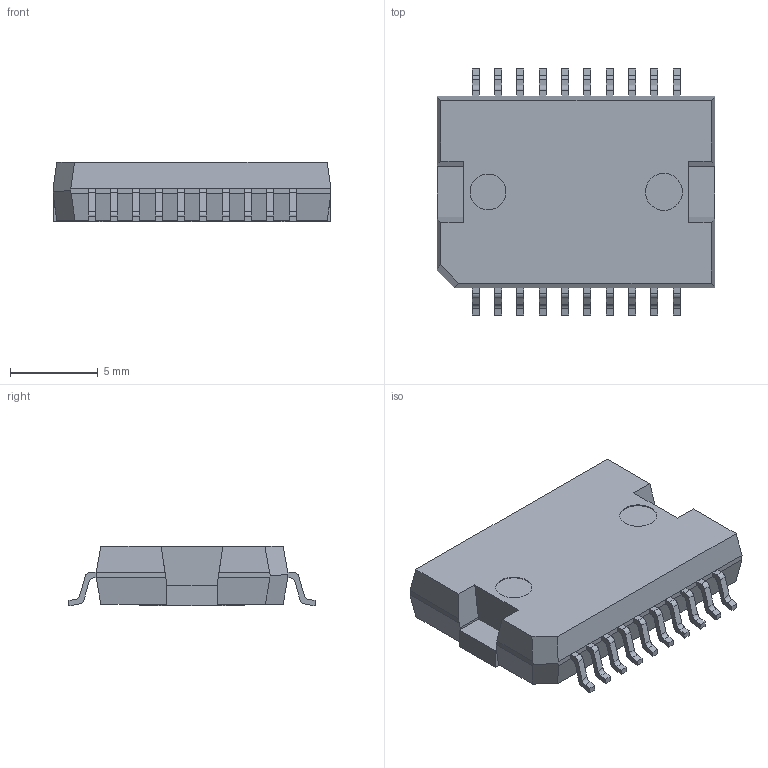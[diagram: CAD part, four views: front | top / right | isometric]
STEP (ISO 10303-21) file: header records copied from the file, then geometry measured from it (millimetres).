
FILE_DESCRIPTION (( 'STEP AP214' ), '1' );
FILE_NAME ('User Library-POWER SO-20.STEP', '2017-12-11T19:44:21', ( '' ), ( '' ), 'SwSTEP 2.0', 'SolidWorks 2018', '' );
FILE_SCHEMA (( 'AUTOMOTIVE_DESIGN' ));
Length unit declared in the file: millimetre
Products named in the file (1): User Library-POWER SO-20
Bounding box: 15.8 x 14 x 3.4 mm (x, y, z)
Volume: 612 mm3; surface area: 772.7 mm2
Topology: 22 solids, 22 shells, 336 faces, 864 edges, 574 vertices
Faces by surface type: plane 248, cylinder 88
Entity records: 10379 total; most frequent: CARTESIAN_POINT 1775, ORIENTED_EDGE 1728, DIRECTION 1714, EDGE_CURVE 864, VECTOR 688, LINE 688, VERTEX_POINT 574, AXIS2_PLACEMENT_3D 513
